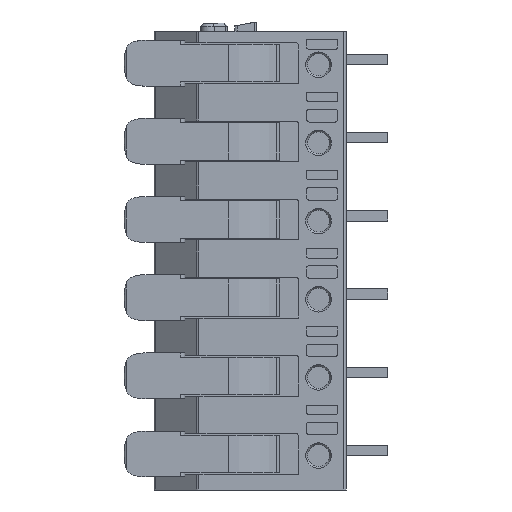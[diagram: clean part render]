
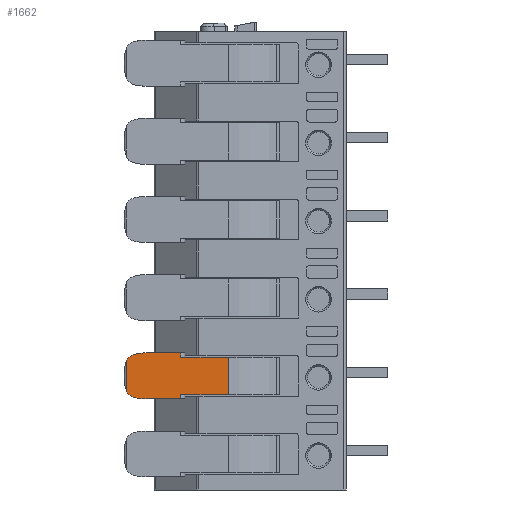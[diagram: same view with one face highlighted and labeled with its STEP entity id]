
A CAD part, left-side view. The second image highlights one B-rep face of the part: STEP entity #1662.
In plain terms, the highlighted planar face has unit normal (-1, 0, 0).
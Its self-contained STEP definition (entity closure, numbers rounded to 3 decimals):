
#1662 = ADVANCED_FACE( '', ( #3813 ), #3814, .F. );
#3813 = FACE_OUTER_BOUND( '', #6479, .T. );
#3814 = PLANE( '', #6480 );
#6479 = EDGE_LOOP( '', ( #11521, #11522, #11523, #11524, #11525, #11526, #11527, #11528, #11529, #11530, #11531, #11532 ) );
#6480 = AXIS2_PLACEMENT_3D( '', #11533, #11534, #11535 );
#11521 = ORIENTED_EDGE( '', *, *, #17980, .F. );
#11522 = ORIENTED_EDGE( '', *, *, #17981, .F. );
#11523 = ORIENTED_EDGE( '', *, *, #16232, .F. );
#11524 = ORIENTED_EDGE( '', *, *, #17641, .T. );
#11525 = ORIENTED_EDGE( '', *, *, #17982, .F. );
#11526 = ORIENTED_EDGE( '', *, *, #17983, .F. );
#11527 = ORIENTED_EDGE( '', *, *, #17032, .T. );
#11528 = ORIENTED_EDGE( '', *, *, #17984, .F. );
#11529 = ORIENTED_EDGE( '', *, *, #17319, .T. );
#11530 = ORIENTED_EDGE( '', *, *, #17012, .F. );
#11531 = ORIENTED_EDGE( '', *, *, #17207, .F. );
#11532 = ORIENTED_EDGE( '', *, *, #17597, .F. );
#11533 = CARTESIAN_POINT( '', ( -13.1, 21.05, 11.25 ) );
#11534 = DIRECTION( '', ( 1., 0., 0. ) );
#11535 = DIRECTION( '', ( 0., 0., -1. ) );
#16232 = EDGE_CURVE( '', #19561, #19562, #19563, .T. );
#17012 = EDGE_CURVE( '', #20906, #20901, #20908, .T. );
#17032 = EDGE_CURVE( '', #20931, #20939, #20941, .T. );
#17207 = EDGE_CURVE( '', #21215, #20906, #21217, .T. );
#17319 = EDGE_CURVE( '', #21386, #20901, #21391, .T. );
#17597 = EDGE_CURVE( '', #21806, #21215, #21808, .T. );
#17641 = EDGE_CURVE( '', #19561, #21873, #21874, .T. );
#17980 = EDGE_CURVE( '', #22365, #21806, #22366, .T. );
#17981 = EDGE_CURVE( '', #19562, #22365, #22367, .T. );
#17982 = EDGE_CURVE( '', #22368, #21873, #22369, .T. );
#17983 = EDGE_CURVE( '', #20931, #22368, #22370, .T. );
#17984 = EDGE_CURVE( '', #21386, #20939, #22371, .T. );
#19561 = VERTEX_POINT( '', #24378 );
#19562 = VERTEX_POINT( '', #24379 );
#19563 = CIRCLE( '', #24380, 1. );
#20901 = VERTEX_POINT( '', #26382 );
#20906 = VERTEX_POINT( '', #26388 );
#20908 = LINE( '', #26390, #26391 );
#20931 = VERTEX_POINT( '', #26421 );
#20939 = VERTEX_POINT( '', #26432 );
#20941 = LINE( '', #26434, #26435 );
#21215 = VERTEX_POINT( '', #26815 );
#21217 = LINE( '', #26817, #26818 );
#21386 = VERTEX_POINT( '', #27052 );
#21391 = LINE( '', #27059, #27060 );
#21806 = VERTEX_POINT( '', #27652 );
#21808 = LINE( '', #27654, #27655 );
#21873 = VERTEX_POINT( '', #27745 );
#21874 = LINE( '', #27746, #27747 );
#22365 = VERTEX_POINT( '', #28461 );
#22366 = LINE( '', #28462, #28463 );
#22367 = CIRCLE( '', #28464, 4. );
#22368 = VERTEX_POINT( '', #28465 );
#22369 = CIRCLE( '', #28466, 1. );
#22370 = CIRCLE( '', #28467, 4. );
#22371 = LINE( '', #28468, #28469 );
#24378 = CARTESIAN_POINT( '', ( -13.1, 21.05, 10.967 ) );
#24379 = CARTESIAN_POINT( '', ( -13.1, 20.437, 11.485 ) );
#24380 = AXIS2_PLACEMENT_3D( '', #30804, #30805, #30806 );
#26382 = CARTESIAN_POINT( '', ( -13.1, 11.301, 7.65 ) );
#26388 = CARTESIAN_POINT( '', ( -13.1, 11.301, 11.25 ) );
#26390 = CARTESIAN_POINT( '', ( -13.1, 11.301, 11.25 ) );
#26391 = VECTOR( '', #31752, 1000. );
#26421 = CARTESIAN_POINT( '', ( -13.1, 19.3, 7.25 ) );
#26432 = CARTESIAN_POINT( '', ( -13.1, 15.871, 7.25 ) );
#26434 = CARTESIAN_POINT( '', ( -13.1, 21.05, 7.25 ) );
#26435 = VECTOR( '', #31778, 1000. );
#26815 = CARTESIAN_POINT( '', ( -13.1, 15.871, 11.25 ) );
#26817 = CARTESIAN_POINT( '', ( -13.1, 21.05, 11.25 ) );
#26818 = VECTOR( '', #31985, 1000. );
#27052 = CARTESIAN_POINT( '', ( -13.1, 15.871, 7.65 ) );
#27059 = CARTESIAN_POINT( '', ( -13.1, 21.05, 7.65 ) );
#27060 = VECTOR( '', #32119, 1000. );
#27652 = CARTESIAN_POINT( '', ( -13.1, 15.871, 11.65 ) );
#27654 = CARTESIAN_POINT( '', ( -13.1, 15.871, 11.65 ) );
#27655 = VECTOR( '', #32455, 1000. );
#27745 = CARTESIAN_POINT( '', ( -13.1, 21.05, 7.933 ) );
#27746 = CARTESIAN_POINT( '', ( -13.1, 21.05, 11.25 ) );
#27747 = VECTOR( '', #32502, 1000. );
#28461 = CARTESIAN_POINT( '', ( -13.1, 19.3, 11.65 ) );
#28462 = CARTESIAN_POINT( '', ( -13.1, 21.05, 11.65 ) );
#28463 = VECTOR( '', #32887, 1000. );
#28464 = AXIS2_PLACEMENT_3D( '', #32888, #32889, #32890 );
#28465 = CARTESIAN_POINT( '', ( -13.1, 20.437, 7.415 ) );
#28466 = AXIS2_PLACEMENT_3D( '', #32891, #32892, #32893 );
#28467 = AXIS2_PLACEMENT_3D( '', #32894, #32895, #32896 );
#28468 = CARTESIAN_POINT( '', ( -13.1, 15.871, 11.65 ) );
#28469 = VECTOR( '', #32897, 1000. );
#30804 = CARTESIAN_POINT( '', ( -13.1, 20.152, 10.526 ) );
#30805 = DIRECTION( '', ( 1., 0., 0. ) );
#30806 = DIRECTION( '', ( 0., 0., -1. ) );
#31752 = DIRECTION( '', ( 0., 0., -1. ) );
#31778 = DIRECTION( '', ( 0., -1., 0. ) );
#31985 = DIRECTION( '', ( 0., -1., 0. ) );
#32119 = DIRECTION( '', ( 0., -1., 0. ) );
#32455 = DIRECTION( '', ( 0., 0., -1. ) );
#32502 = DIRECTION( '', ( 0., 0., -1. ) );
#32887 = DIRECTION( '', ( 0., -1., 0. ) );
#32888 = CARTESIAN_POINT( '', ( -13.1, 19.3, 7.65 ) );
#32889 = DIRECTION( '', ( 1., 0., 0. ) );
#32890 = DIRECTION( '', ( 0., 0., -1. ) );
#32891 = CARTESIAN_POINT( '', ( -13.1, 20.152, 8.374 ) );
#32892 = DIRECTION( '', ( 1., 0., 0. ) );
#32893 = DIRECTION( '', ( 0., 0., -1. ) );
#32894 = CARTESIAN_POINT( '', ( -13.1, 19.3, 11.25 ) );
#32895 = DIRECTION( '', ( 1., 0., 0. ) );
#32896 = DIRECTION( '', ( 0., 0., -1. ) );
#32897 = DIRECTION( '', ( 0., 0., -1. ) );
